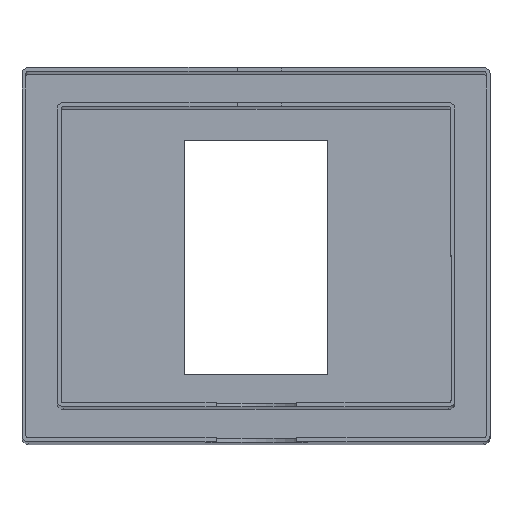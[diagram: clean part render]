
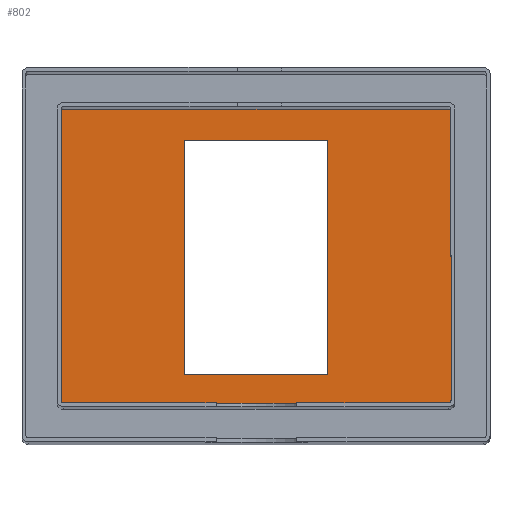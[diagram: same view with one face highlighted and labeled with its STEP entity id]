
A CAD part, top view. The second image highlights one B-rep face of the part: STEP entity #802.
In plain terms, the highlighted planar face has unit normal (0, 0, 1).
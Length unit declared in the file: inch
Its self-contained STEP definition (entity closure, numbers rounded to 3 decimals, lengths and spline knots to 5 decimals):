
#297 = ORIENTED_EDGE ( 'NONE', *, *, #796, .T. ) ;
#298 = ORIENTED_EDGE ( 'NONE', *, *, #507, .T. ) ;
#302 = ORIENTED_EDGE ( 'NONE', *, *, #549, .T. ) ;
#309 = EDGE_CURVE ( 'NONE', #513, #315, #1655, .T. ) ;
#315 = VERTEX_POINT ( 'NONE', #999 ) ;
#430 = VERTEX_POINT ( 'NONE', #1153 ) ;
#432 = EDGE_CURVE ( 'NONE', #556, #430, #1151, .T. ) ;
#435 = EDGE_CURVE ( 'NONE', #547, #556, #1198, .T. ) ;
#505 = VERTEX_POINT ( 'NONE', #1448 ) ;
#507 = EDGE_CURVE ( 'NONE', #508, #505, #1435, .T. ) ;
#508 = VERTEX_POINT ( 'NONE', #1270 ) ;
#513 = VERTEX_POINT ( 'NONE', #1444 ) ;
#515 = EDGE_CURVE ( 'NONE', #430, #513, #1442, .T. ) ;
#547 = VERTEX_POINT ( 'NONE', #1303 ) ;
#549 = EDGE_CURVE ( 'NONE', #505, #547, #1302, .T. ) ;
#556 = VERTEX_POINT ( 'NONE', #1358 ) ;
#614 = ORIENTED_EDGE ( 'NONE', *, *, #806, .F. ) ;
#616 = VERTEX_POINT ( 'NONE', #1350 ) ;
#621 = ORIENTED_EDGE ( 'NONE', *, *, #724, .T. ) ;
#638 = ORIENTED_EDGE ( 'NONE', *, *, #432, .T. ) ;
#707 = ORIENTED_EDGE ( 'NONE', *, *, #435, .T. ) ;
#709 = ORIENTED_EDGE ( 'NONE', *, *, #309, .T. ) ;
#715 = ORIENTED_EDGE ( 'NONE', *, *, #716, .F. ) ;
#716 = EDGE_CURVE ( 'NONE', #717, #793, #1528, .T. ) ;
#717 = VERTEX_POINT ( 'NONE', #1500 ) ;
#718 = ORIENTED_EDGE ( 'NONE', *, *, #719, .F. ) ;
#719 = EDGE_CURVE ( 'NONE', #720, #717, #1497, .T. ) ;
#720 = VERTEX_POINT ( 'NONE', #1519 ) ;
#724 = EDGE_CURVE ( 'NONE', #315, #616, #1493, .T. ) ;
#783 = ORIENTED_EDGE ( 'NONE', *, *, #515, .T. ) ;
#792 = EDGE_CURVE ( 'NONE', #793, #797, #1485, .T. ) ;
#793 = VERTEX_POINT ( 'NONE', #1480 ) ;
#796 = EDGE_CURVE ( 'NONE', #616, #508, #1564, .T. ) ;
#797 = VERTEX_POINT ( 'NONE', #1550 ) ;
#802 = ADVANCED_FACE ( 'NONE', ( #1549, #1548 ), #1547, .F. ) ;
#803 = EDGE_LOOP ( 'NONE', ( #804, #715, #718, #614 ) ) ;
#804 = ORIENTED_EDGE ( 'NONE', *, *, #792, .F. ) ;
#805 = EDGE_LOOP ( 'NONE', ( #297, #298, #302, #707, #638, #783, #709, #621 ) ) ;
#806 = EDGE_CURVE ( 'NONE', #797, #720, #1542, .T. ) ;
#999 = CARTESIAN_POINT ( 'NONE',  ( -4.625, 3.5625, 0.09375 ) ) ;
#1148 = DIRECTION ( 'NONE',  ( 0., 1., 0. ) ) ;
#1149 = VECTOR ( 'NONE', #1148, 39.37008 ) ;
#1150 = CARTESIAN_POINT ( 'NONE',  ( 4.6875, -3.5, 0.09375 ) ) ;
#1151 = LINE ( 'NONE', #1150, #1149 ) ;
#1152 = CARTESIAN_POINT ( 'NONE',  ( 4.625, -3.5, 0.09375 ) ) ;
#1153 = CARTESIAN_POINT ( 'NONE',  ( 4.6875, 3.5, 0.09375 ) ) ;
#1195 = DIRECTION ( 'NONE',  ( -1., 0., 0. ) ) ;
#1196 = DIRECTION ( 'NONE',  ( 0., 0., 1. ) ) ;
#1197 = AXIS2_PLACEMENT_3D ( 'NONE', #1152, #1196, #1195 ) ;
#1198 = CIRCLE ( 'NONE', #1197, 0.0625 ) ;
#1270 = CARTESIAN_POINT ( 'NONE',  ( -4.6875, -3.5, 0.09375 ) ) ;
#1299 = DIRECTION ( 'NONE',  ( 1., 0., 0. ) ) ;
#1300 = VECTOR ( 'NONE', #1299, 39.37008 ) ;
#1301 = CARTESIAN_POINT ( 'NONE',  ( -4.625, -3.5625, 0.09375 ) ) ;
#1302 = LINE ( 'NONE', #1301, #1300 ) ;
#1303 = CARTESIAN_POINT ( 'NONE',  ( 4.625, -3.5625, 0.09375 ) ) ;
#1350 = CARTESIAN_POINT ( 'NONE',  ( -4.6875, 3.5, 0.09375 ) ) ;
#1358 = CARTESIAN_POINT ( 'NONE',  ( 4.6875, -3.5, 0.09375 ) ) ;
#1431 = DIRECTION ( 'NONE',  ( -1., 0., 0. ) ) ;
#1432 = DIRECTION ( 'NONE',  ( 0., 0., 1. ) ) ;
#1433 = CARTESIAN_POINT ( 'NONE',  ( -4.625, -3.5, 0.09375 ) ) ;
#1434 = AXIS2_PLACEMENT_3D ( 'NONE', #1433, #1432, #1431 ) ;
#1435 = CIRCLE ( 'NONE', #1434, 0.0625 ) ;
#1438 = DIRECTION ( 'NONE',  ( -1., 0., 0. ) ) ;
#1439 = DIRECTION ( 'NONE',  ( 0., 0., 1. ) ) ;
#1440 = CARTESIAN_POINT ( 'NONE',  ( 4.625, 3.5, 0.09375 ) ) ;
#1441 = AXIS2_PLACEMENT_3D ( 'NONE', #1440, #1439, #1438 ) ;
#1442 = CIRCLE ( 'NONE', #1441, 0.0625 ) ;
#1444 = CARTESIAN_POINT ( 'NONE',  ( 4.625, 3.5625, 0.09375 ) ) ;
#1448 = CARTESIAN_POINT ( 'NONE',  ( -4.625, -3.5625, 0.09375 ) ) ;
#1480 = CARTESIAN_POINT ( 'NONE',  ( -1.725, 2.81, 0.09375 ) ) ;
#1482 = DIRECTION ( 'NONE',  ( 0., -1., 0. ) ) ;
#1483 = VECTOR ( 'NONE', #1482, 39.37008 ) ;
#1484 = CARTESIAN_POINT ( 'NONE',  ( -1.725, 2.81, 0.09375 ) ) ;
#1485 = LINE ( 'NONE', #1484, #1483 ) ;
#1491 = CARTESIAN_POINT ( 'NONE',  ( -4.625, 3.5, 0.09375 ) ) ;
#1492 = AXIS2_PLACEMENT_3D ( 'NONE', #1491, #1560, #1559 ) ;
#1493 = CIRCLE ( 'NONE', #1492, 0.0625 ) ;
#1496 = CARTESIAN_POINT ( 'NONE',  ( 1.725, 2.81, 0.09375 ) ) ;
#1497 = LINE ( 'NONE', #1496, #1521 ) ;
#1500 = CARTESIAN_POINT ( 'NONE',  ( 1.725, 2.81, 0.09375 ) ) ;
#1512 = DIRECTION ( 'NONE',  ( 1., 0., 0. ) ) ;
#1513 = VECTOR ( 'NONE', #1512, 39.37008 ) ;
#1519 = CARTESIAN_POINT ( 'NONE',  ( 1.725, -2.81, 0.09375 ) ) ;
#1520 = DIRECTION ( 'NONE',  ( 0., 1., 0. ) ) ;
#1521 = VECTOR ( 'NONE', #1520, 39.37008 ) ;
#1522 = DIRECTION ( 'NONE',  ( -1., 0., 0. ) ) ;
#1523 = VECTOR ( 'NONE', #1522, 39.37008 ) ;
#1527 = CARTESIAN_POINT ( 'NONE',  ( -1.725, 2.81, 0.09375 ) ) ;
#1528 = LINE ( 'NONE', #1527, #1523 ) ;
#1541 = CARTESIAN_POINT ( 'NONE',  ( -1.725, -2.81, 0.09375 ) ) ;
#1542 = LINE ( 'NONE', #1541, #1513 ) ;
#1543 = DIRECTION ( 'NONE',  ( -1., 0., 0. ) ) ;
#1544 = DIRECTION ( 'NONE',  ( 0., 0., -1. ) ) ;
#1545 = CARTESIAN_POINT ( 'NONE',  ( -5.46875, 4.34375, 0.09375 ) ) ;
#1546 = AXIS2_PLACEMENT_3D ( 'NONE', #1545, #1544, #1543 ) ;
#1547 = PLANE ( 'NONE',  #1546 ) ;
#1548 = FACE_OUTER_BOUND ( 'NONE', #805, .T. ) ;
#1549 = FACE_BOUND ( 'NONE', #803, .T. ) ;
#1550 = CARTESIAN_POINT ( 'NONE',  ( -1.725, -2.81, 0.09375 ) ) ;
#1559 = DIRECTION ( 'NONE',  ( -1., 0., 0. ) ) ;
#1560 = DIRECTION ( 'NONE',  ( 0., 0., 1. ) ) ;
#1561 = DIRECTION ( 'NONE',  ( 0., -1., 0. ) ) ;
#1562 = VECTOR ( 'NONE', #1561, 39.37008 ) ;
#1563 = CARTESIAN_POINT ( 'NONE',  ( -4.6875, 3.5, 0.09375 ) ) ;
#1564 = LINE ( 'NONE', #1563, #1562 ) ;
#1652 = DIRECTION ( 'NONE',  ( -1., 0., 0. ) ) ;
#1653 = VECTOR ( 'NONE', #1652, 39.37008 ) ;
#1654 = CARTESIAN_POINT ( 'NONE',  ( 4.625, 3.5625, 0.09375 ) ) ;
#1655 = LINE ( 'NONE', #1654, #1653 ) ;
